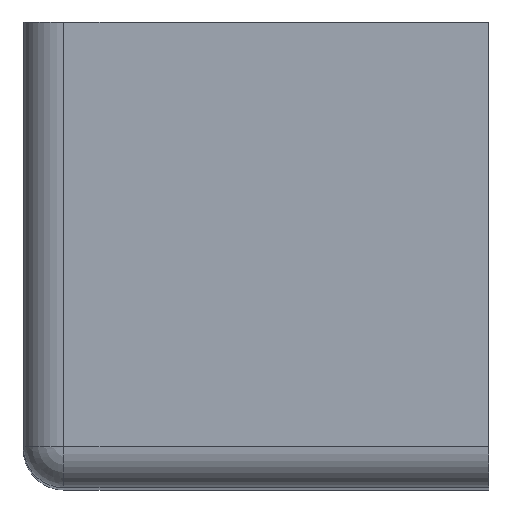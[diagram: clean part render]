
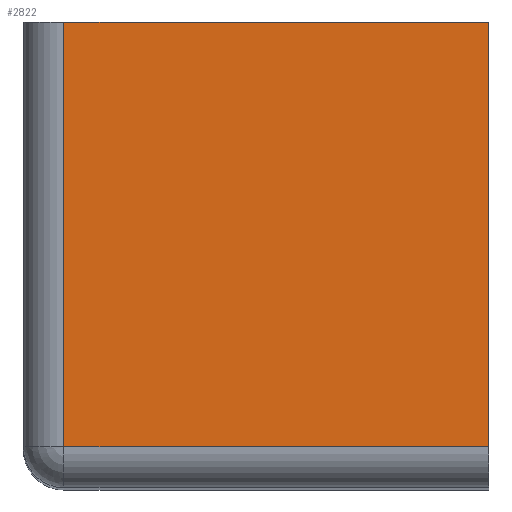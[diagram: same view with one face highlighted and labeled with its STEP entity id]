
A CAD part, top view. The second image highlights one B-rep face of the part: STEP entity #2822.
In plain terms, the highlighted planar face has unit normal (0, 0, 1).
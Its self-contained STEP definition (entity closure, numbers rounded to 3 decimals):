
#49=CARTESIAN_POINT('',(-16.5,-16.5,60.0));
#50=VERTEX_POINT('',#49);
#207=CARTESIAN_POINT('',(20.0,-16.5,60.0));
#208=VERTEX_POINT('',#207);
#216=CARTESIAN_POINT('',(20.0,-16.5,60.0));
#217=DIRECTION('',(-1.0,0.0,0.0));
#218=VECTOR('',#217,36.5);
#219=LINE('',#216,#218);
#220=EDGE_CURVE('',#208,#50,#219,.T.);
#237=CARTESIAN_POINT('',(-16.5,20.0,60.0));
#238=VERTEX_POINT('',#237);
#255=CARTESIAN_POINT('',(-16.5,-16.5,60.0));
#256=DIRECTION('',(0.0,1.0,0.0));
#257=VECTOR('',#256,36.5);
#258=LINE('',#255,#257);
#259=EDGE_CURVE('',#50,#238,#258,.T.);
#313=CARTESIAN_POINT('',(20.0,20.0,60.0));
#314=VERTEX_POINT('',#313);
#315=CARTESIAN_POINT('',(-16.5,20.0,60.0));
#316=DIRECTION('',(1.0,0.0,0.0));
#317=VECTOR('',#316,36.5);
#318=LINE('',#315,#317);
#319=EDGE_CURVE('',#238,#314,#318,.T.);
#2540=CARTESIAN_POINT('',(20.0,20.0,60.0));
#2541=DIRECTION('',(0.0,-1.0,0.0));
#2542=VECTOR('',#2541,36.5);
#2543=LINE('',#2540,#2542);
#2544=EDGE_CURVE('',#314,#208,#2543,.T.);
#2811=CARTESIAN_POINT('',(0.0,0.,60.0));
#2812=DIRECTION('',(0.0,0.0,1.0));
#2813=DIRECTION('',(1.0,0.0,0.0));
#2814=AXIS2_PLACEMENT_3D('',#2811,#2812,#2813);
#2815=PLANE('',#2814);
#2816=ORIENTED_EDGE('',*,*,#220,.F.);
#2817=ORIENTED_EDGE('',*,*,#2544,.F.);
#2818=ORIENTED_EDGE('',*,*,#319,.F.);
#2819=ORIENTED_EDGE('',*,*,#259,.F.);
#2820=EDGE_LOOP('',(#2816,#2817,#2818,#2819));
#2821=FACE_OUTER_BOUND('',#2820,.T.);
#2822=ADVANCED_FACE('',(#2821),#2815,.T.);
